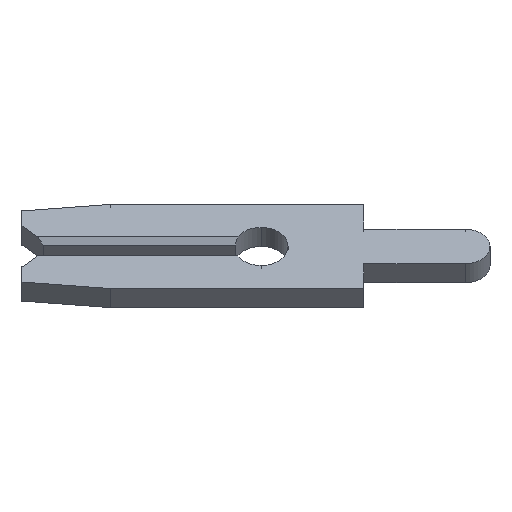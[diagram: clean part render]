
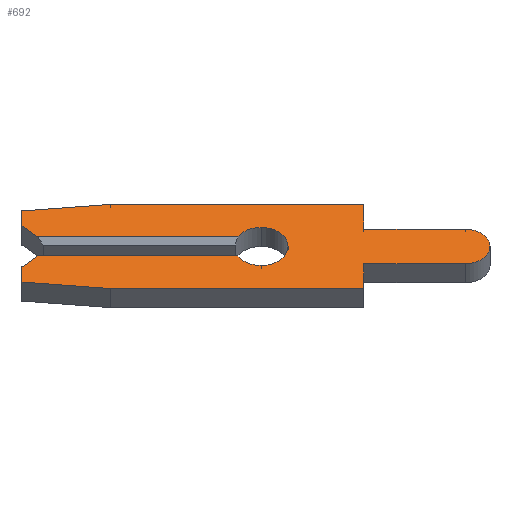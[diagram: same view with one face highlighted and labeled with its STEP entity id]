
A CAD part, left-side view. The second image highlights one B-rep face of the part: STEP entity #692.
In plain terms, the highlighted face is planar.
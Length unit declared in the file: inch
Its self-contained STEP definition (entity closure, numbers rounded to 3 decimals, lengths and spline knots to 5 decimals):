
#7 = VERTEX_POINT ( 'NONE', #748 ) ;
#9 = VECTOR ( 'NONE', #774, 39.37008 ) ;
#12 = AXIS2_PLACEMENT_3D ( 'NONE', #813, #644, #544 ) ;
#13 = CARTESIAN_POINT ( 'NONE',  ( -0.013, -0.099, 0.0235 ) ) ;
#19 = DIRECTION ( 'NONE',  ( 0., 0., 1. ) ) ;
#20 = VECTOR ( 'NONE', #19, 39.37008 ) ;
#40 = ORIENTED_EDGE ( 'NONE', *, *, #944, .F. ) ;
#42 = LINE ( 'NONE', #659, #578 ) ;
#45 = CARTESIAN_POINT ( 'NONE',  ( -0.013, 0.02252, -0.013 ) ) ;
#52 = DIRECTION ( 'NONE',  ( 0., 0., -1. ) ) ;
#55 = ORIENTED_EDGE ( 'NONE', *, *, #1168, .F. ) ;
#71 = LINE ( 'NONE', #13, #773 ) ;
#72 = VERTEX_POINT ( 'NONE', #625 ) ;
#89 = CARTESIAN_POINT ( 'NONE',  ( -0.013, -0.1975, 0.0235 ) ) ;
#98 = DIRECTION ( 'NONE',  ( 0., 0., -1. ) ) ;
#100 = LINE ( 'NONE', #371, #9 ) ;
#114 = DIRECTION ( 'NONE',  ( 0., -1., 0. ) ) ;
#122 = ORIENTED_EDGE ( 'NONE', *, *, #381, .F. ) ;
#137 = CARTESIAN_POINT ( 'NONE',  ( -0.013, -0.1975, -0.0235 ) ) ;
#143 = VECTOR ( 'NONE', #52, 39.37008 ) ;
#144 = CARTESIAN_POINT ( 'NONE',  ( -0.013, 0., 0. ) ) ;
#147 = LINE ( 'NONE', #249, #1005 ) ;
#172 = LINE ( 'NONE', #258, #898 ) ;
#185 = EDGE_CURVE ( 'NONE', #686, #1154, #573, .T. ) ;
#188 = CARTESIAN_POINT ( 'NONE',  ( -0.013, 0., 0.026 ) ) ;
#209 = CARTESIAN_POINT ( 'NONE',  ( -0.013, 0.231, 0.028 ) ) ;
#220 = EDGE_CURVE ( 'NONE', #1078, #316, #1150, .T. ) ;
#249 = CARTESIAN_POINT ( 'NONE',  ( -0.013, 0.2105, -0.0075 ) ) ;
#258 = CARTESIAN_POINT ( 'NONE',  ( -0.013, 0.146, 0.0575 ) ) ;
#259 = VERTEX_POINT ( 'NONE', #188 ) ;
#275 = DIRECTION ( 'NONE',  ( -1., 0., 0. ) ) ;
#277 = ORIENTED_EDGE ( 'NONE', *, *, #220, .F. ) ;
#295 = CARTESIAN_POINT ( 'NONE',  ( -0.013, 0.231, 0.04857 ) ) ;
#316 = VERTEX_POINT ( 'NONE', #45 ) ;
#329 = DIRECTION ( 'NONE',  ( 1., 0., 0. ) ) ;
#337 = ORIENTED_EDGE ( 'NONE', *, *, #617, .F. ) ;
#360 = CARTESIAN_POINT ( 'NONE',  ( -0.013, 0.02252, 0.013 ) ) ;
#368 = ORIENTED_EDGE ( 'NONE', *, *, #466, .F. ) ;
#371 = CARTESIAN_POINT ( 'NONE',  ( -0.013, 0.146, -0.0575 ) ) ;
#381 = EDGE_CURVE ( 'NONE', #7, #1000, #507, .T. ) ;
#392 = ORIENTED_EDGE ( 'NONE', *, *, #867, .F. ) ;
#402 = FACE_OUTER_BOUND ( 'NONE', #992, .T. ) ;
#403 = VECTOR ( 'NONE', #624, 39.37008 ) ;
#412 = CIRCLE ( 'NONE', #12, 0.0235 ) ;
#434 = CARTESIAN_POINT ( 'NONE',  ( -0.013, 0., 0. ) ) ;
#446 = VECTOR ( 'NONE', #870, 39.37008 ) ;
#466 = EDGE_CURVE ( 'NONE', #742, #72, #652, .T. ) ;
#470 = CARTESIAN_POINT ( 'NONE',  ( -0.013, 0., 0. ) ) ;
#472 = DIRECTION ( 'NONE',  ( 0., -1., 0. ) ) ;
#477 = CIRCLE ( 'NONE', #662, 0.026 ) ;
#493 = ORIENTED_EDGE ( 'NONE', *, *, #1041, .F. ) ;
#507 = LINE ( 'NONE', #209, #446 ) ;
#516 = CARTESIAN_POINT ( 'NONE',  ( -0.013, -0.099, -0.0235 ) ) ;
#523 = DIRECTION ( 'NONE',  ( -1., 0., 0. ) ) ;
#527 = VERTEX_POINT ( 'NONE', #137 ) ;
#536 = CARTESIAN_POINT ( 'NONE',  ( -0.013, -0.099, 0.0235 ) ) ;
#543 = AXIS2_PLACEMENT_3D ( 'NONE', #144, #523, #709 ) ;
#544 = DIRECTION ( 'NONE',  ( 0., 0., 1. ) ) ;
#555 = ORIENTED_EDGE ( 'NONE', *, *, #185, .F. ) ;
#557 = CARTESIAN_POINT ( 'NONE',  ( -0.013, 0.231, 0.04857 ) ) ;
#560 = EDGE_CURVE ( 'NONE', #316, #923, #722, .T. ) ;
#570 = CARTESIAN_POINT ( 'NONE',  ( -0.013, 0., 0. ) ) ;
#573 = LINE ( 'NONE', #1125, #20 ) ;
#574 = CARTESIAN_POINT ( 'NONE',  ( -0.013, 0.231, -0.028 ) ) ;
#578 = VECTOR ( 'NONE', #1012, 39.37008 ) ;
#580 = DIRECTION ( 'NONE',  ( -1., 0., 0. ) ) ;
#617 = EDGE_CURVE ( 'NONE', #1154, #1078, #147, .T. ) ;
#624 = DIRECTION ( 'NONE',  ( 0., 0., -1. ) ) ;
#625 = CARTESIAN_POINT ( 'NONE',  ( -0.013, -0.099, -0.0575 ) ) ;
#637 = DIRECTION ( 'NONE',  ( 0., -1., 0. ) ) ;
#644 = DIRECTION ( 'NONE',  ( 1., 0., 0. ) ) ;
#648 = VECTOR ( 'NONE', #1008, 39.37008 ) ;
#652 = LINE ( 'NONE', #1155, #403 ) ;
#659 = CARTESIAN_POINT ( 'NONE',  ( -0.013, 0.2105, 0.0075 ) ) ;
#662 = AXIS2_PLACEMENT_3D ( 'NONE', #570, #580, #869 ) ;
#686 = VERTEX_POINT ( 'NONE', #1084 ) ;
#692 = ADVANCED_FACE ( 'NONE', ( #402 ), #1079, .F. ) ;
#697 = ORIENTED_EDGE ( 'NONE', *, *, #909, .F. ) ;
#709 = DIRECTION ( 'NONE',  ( 0., 0., -1. ) ) ;
#722 = CIRCLE ( 'NONE', #543, 0.026 ) ;
#723 = CARTESIAN_POINT ( 'NONE',  ( -0.013, -0.099, -0.0235 ) ) ;
#732 = CARTESIAN_POINT ( 'NONE',  ( -0.013, -0.099, 0.0575 ) ) ;
#736 = EDGE_CURVE ( 'NONE', #803, #875, #1146, .T. ) ;
#742 = VERTEX_POINT ( 'NONE', #723 ) ;
#748 = CARTESIAN_POINT ( 'NONE',  ( -0.013, 0.231, 0.028 ) ) ;
#763 = DIRECTION ( 'NONE',  ( 0., -1., 0. ) ) ;
#768 = CARTESIAN_POINT ( 'NONE',  ( -0.013, 0., -0.013 ) ) ;
#773 = VECTOR ( 'NONE', #763, 39.37008 ) ;
#774 = DIRECTION ( 'NONE',  ( 0., 1., 0. ) ) ;
#779 = DIRECTION ( 'NONE',  ( 0., -0.995, 0.105 ) ) ;
#780 = LINE ( 'NONE', #516, #648 ) ;
#789 = ORIENTED_EDGE ( 'NONE', *, *, #1106, .F. ) ;
#790 = VERTEX_POINT ( 'NONE', #930 ) ;
#801 = ORIENTED_EDGE ( 'NONE', *, *, #560, .F. ) ;
#803 = VERTEX_POINT ( 'NONE', #732 ) ;
#812 = DIRECTION ( 'NONE',  ( 0., 0., -1. ) ) ;
#813 = CARTESIAN_POINT ( 'NONE',  ( -0.013, -0.1975, 0. ) ) ;
#817 = ORIENTED_EDGE ( 'NONE', *, *, #1018, .F. ) ;
#833 = CARTESIAN_POINT ( 'NONE',  ( -0.013, 0.216, 0.013 ) ) ;
#836 = CARTESIAN_POINT ( 'NONE',  ( -0.013, 0.231, 0.013 ) ) ;
#841 = VERTEX_POINT ( 'NONE', #360 ) ;
#850 = AXIS2_PLACEMENT_3D ( 'NONE', #434, #329, #812 ) ;
#867 = EDGE_CURVE ( 'NONE', #1010, #527, #412, .T. ) ;
#868 = LINE ( 'NONE', #916, #1047 ) ;
#869 = DIRECTION ( 'NONE',  ( 0., 0., -1. ) ) ;
#870 = DIRECTION ( 'NONE',  ( 0., 0., 1. ) ) ;
#875 = VERTEX_POINT ( 'NONE', #536 ) ;
#889 = EDGE_CURVE ( 'NONE', #1088, #803, #172, .T. ) ;
#891 = CARTESIAN_POINT ( 'NONE',  ( -0.013, -0.099, 0.0575 ) ) ;
#898 = VECTOR ( 'NONE', #637, 39.37008 ) ;
#905 = VECTOR ( 'NONE', #114, 39.37008 ) ;
#909 = EDGE_CURVE ( 'NONE', #790, #686, #868, .T. ) ;
#916 = CARTESIAN_POINT ( 'NONE',  ( -0.013, 0.231, -0.04857 ) ) ;
#922 = LINE ( 'NONE', #295, #1184 ) ;
#923 = VERTEX_POINT ( 'NONE', #1001 ) ;
#926 = DIRECTION ( 'NONE',  ( 0., 0.995, 0.105 ) ) ;
#930 = CARTESIAN_POINT ( 'NONE',  ( -0.013, 0.146, -0.0575 ) ) ;
#934 = CARTESIAN_POINT ( 'NONE',  ( -0.013, 0.216, -0.013 ) ) ;
#944 = EDGE_CURVE ( 'NONE', #527, #742, #780, .T. ) ;
#950 = CIRCLE ( 'NONE', #1042, 0.026 ) ;
#962 = ORIENTED_EDGE ( 'NONE', *, *, #1119, .F. ) ;
#980 = ORIENTED_EDGE ( 'NONE', *, *, #736, .F. ) ;
#992 = EDGE_LOOP ( 'NONE', ( #1101, #789, #817, #801, #277, #337, #555, #697, #962, #368, #40, #392, #1044, #980, #1156, #55, #122, #493 ) ) ;
#1000 = VERTEX_POINT ( 'NONE', #557 ) ;
#1001 = CARTESIAN_POINT ( 'NONE',  ( -0.013, 0., -0.026 ) ) ;
#1005 = VECTOR ( 'NONE', #1177, 39.37008 ) ;
#1008 = DIRECTION ( 'NONE',  ( 0., 1., 0. ) ) ;
#1010 = VERTEX_POINT ( 'NONE', #89 ) ;
#1012 = DIRECTION ( 'NONE',  ( 0., 0.707, 0.707 ) ) ;
#1018 = EDGE_CURVE ( 'NONE', #923, #259, #950, .T. ) ;
#1038 = LINE ( 'NONE', #836, #1175 ) ;
#1041 = EDGE_CURVE ( 'NONE', #1069, #7, #42, .T. ) ;
#1042 = AXIS2_PLACEMENT_3D ( 'NONE', #470, #275, #98 ) ;
#1044 = ORIENTED_EDGE ( 'NONE', *, *, #1139, .F. ) ;
#1047 = VECTOR ( 'NONE', #926, 39.37008 ) ;
#1069 = VERTEX_POINT ( 'NONE', #833 ) ;
#1078 = VERTEX_POINT ( 'NONE', #934 ) ;
#1079 = PLANE ( 'NONE',  #850 ) ;
#1084 = CARTESIAN_POINT ( 'NONE',  ( -0.013, 0.231, -0.04857 ) ) ;
#1086 = EDGE_CURVE ( 'NONE', #1069, #841, #1038, .T. ) ;
#1088 = VERTEX_POINT ( 'NONE', #1117 ) ;
#1101 = ORIENTED_EDGE ( 'NONE', *, *, #1086, .T. ) ;
#1106 = EDGE_CURVE ( 'NONE', #259, #841, #477, .T. ) ;
#1117 = CARTESIAN_POINT ( 'NONE',  ( -0.013, 0.146, 0.0575 ) ) ;
#1119 = EDGE_CURVE ( 'NONE', #72, #790, #100, .T. ) ;
#1125 = CARTESIAN_POINT ( 'NONE',  ( -0.013, 0.231, -0.028 ) ) ;
#1139 = EDGE_CURVE ( 'NONE', #875, #1010, #71, .T. ) ;
#1146 = LINE ( 'NONE', #891, #143 ) ;
#1150 = LINE ( 'NONE', #768, #905 ) ;
#1154 = VERTEX_POINT ( 'NONE', #574 ) ;
#1155 = CARTESIAN_POINT ( 'NONE',  ( -0.013, -0.099, -0.0575 ) ) ;
#1156 = ORIENTED_EDGE ( 'NONE', *, *, #889, .F. ) ;
#1168 = EDGE_CURVE ( 'NONE', #1000, #1088, #922, .T. ) ;
#1175 = VECTOR ( 'NONE', #472, 39.37008 ) ;
#1177 = DIRECTION ( 'NONE',  ( 0., -0.707, 0.707 ) ) ;
#1184 = VECTOR ( 'NONE', #779, 39.37008 ) ;
